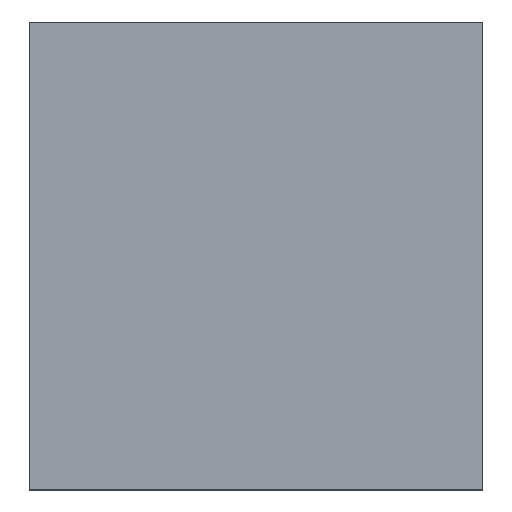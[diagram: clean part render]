
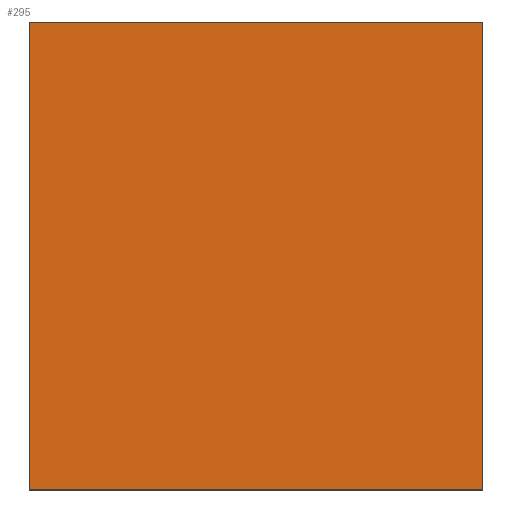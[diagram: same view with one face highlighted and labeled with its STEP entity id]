
A CAD part, top view. The second image highlights one B-rep face of the part: STEP entity #295.
In plain terms, the highlighted planar face has unit normal (0, 0, 1).
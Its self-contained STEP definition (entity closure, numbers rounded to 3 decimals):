
#30=FACE_OUTER_BOUND('',#46,.T.);
#46=EDGE_LOOP('',(#238,#239,#240,#241));
#74=LINE('',#439,#110);
#78=LINE('',#447,#114);
#81=LINE('',#453,#117);
#84=LINE('',#458,#120);
#110=VECTOR('',#363,6.4);
#114=VECTOR('',#369,6.6);
#117=VECTOR('',#374,6.4);
#120=VECTOR('',#379,6.6);
#138=VERTEX_POINT('',#437);
#139=VERTEX_POINT('',#438);
#142=VERTEX_POINT('',#446);
#144=VERTEX_POINT('',#452);
#170=EDGE_CURVE('',#138,#139,#74,.T.);
#174=EDGE_CURVE('',#142,#138,#78,.T.);
#177=EDGE_CURVE('',#144,#142,#81,.T.);
#180=EDGE_CURVE('',#139,#144,#84,.T.);
#238=ORIENTED_EDGE('',*,*,#180,.F.);
#239=ORIENTED_EDGE('',*,*,#170,.F.);
#240=ORIENTED_EDGE('',*,*,#174,.F.);
#241=ORIENTED_EDGE('',*,*,#177,.F.);
#268=PLANE('',#313);
#295=ADVANCED_FACE('',(#30),#268,.T.);
#313=AXIS2_PLACEMENT_3D('',#460,#381,#382);
#363=DIRECTION('',(1.,0.,0.));
#369=DIRECTION('',(0.,1.,0.));
#374=DIRECTION('',(-1.,0.,0.));
#379=DIRECTION('',(0.,-1.,0.));
#381=DIRECTION('center_axis',(0.,0.,1.));
#382=DIRECTION('ref_axis',(1.,0.,0.));
#437=CARTESIAN_POINT('',(-3.2,3.3,2.8));
#438=CARTESIAN_POINT('',(3.2,3.3,2.8));
#439=CARTESIAN_POINT('',(-3.2,3.3,2.8));
#446=CARTESIAN_POINT('',(-3.2,-3.3,2.8));
#447=CARTESIAN_POINT('',(-3.2,-3.3,2.8));
#452=CARTESIAN_POINT('',(3.2,-3.3,2.8));
#453=CARTESIAN_POINT('',(3.2,-3.3,2.8));
#458=CARTESIAN_POINT('',(3.2,3.3,2.8));
#460=CARTESIAN_POINT('Origin',(3.2,-3.3,2.8));
